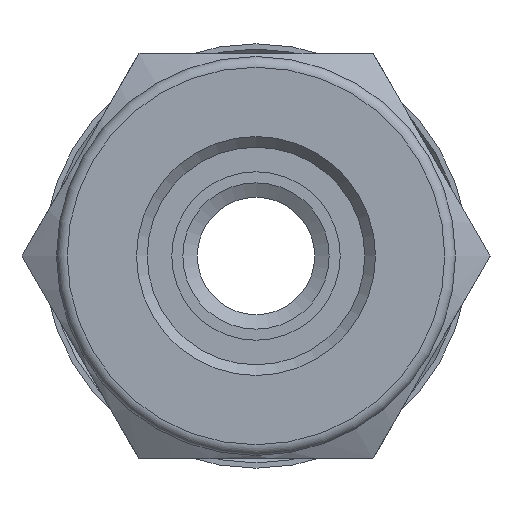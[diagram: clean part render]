
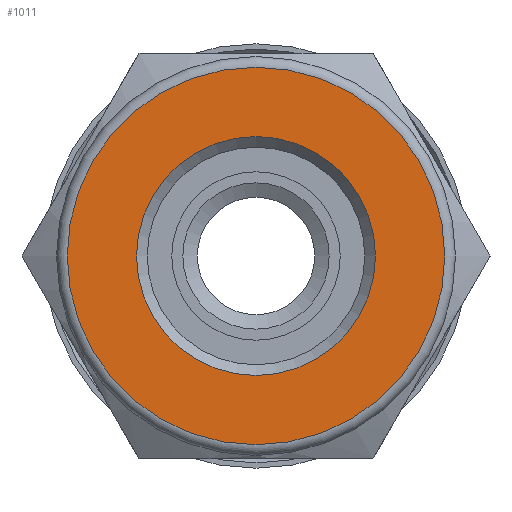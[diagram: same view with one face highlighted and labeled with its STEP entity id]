
A CAD part, left-side view. The second image highlights one B-rep face of the part: STEP entity #1011.
In plain terms, the highlighted planar face has unit normal (-1, 0, 0).
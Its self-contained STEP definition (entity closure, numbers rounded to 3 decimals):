
#30=FACE_BOUND('',#224,.T.);
#55=CIRCLE('',#1117,5.6);
#56=CIRCLE('',#1119,8.85);
#153=FACE_OUTER_BOUND('',#223,.T.);
#223=EDGE_LOOP('',(#788));
#224=EDGE_LOOP('',(#789));
#458=VERTEX_POINT('',#1703);
#459=VERTEX_POINT('',#1707);
#578=EDGE_CURVE('',#458,#458,#55,.T.);
#579=EDGE_CURVE('',#459,#459,#56,.T.);
#788=ORIENTED_EDGE('',*,*,#579,.F.);
#789=ORIENTED_EDGE('',*,*,#578,.T.);
#970=PLANE('',#1118);
#1011=ADVANCED_FACE('',(#153,#30),#970,.T.);
#1117=AXIS2_PLACEMENT_3D('',#1705,#1307,#1308);
#1118=AXIS2_PLACEMENT_3D('',#1706,#1309,#1310);
#1119=AXIS2_PLACEMENT_3D('',#1708,#1311,#1312);
#1307=DIRECTION('center_axis',(1.,0.,0.));
#1308=DIRECTION('ref_axis',(0.,0.,-1.));
#1309=DIRECTION('center_axis',(-1.,0.,0.));
#1310=DIRECTION('ref_axis',(0.,0.,1.));
#1311=DIRECTION('center_axis',(1.,0.,0.));
#1312=DIRECTION('ref_axis',(0.,0.,-1.));
#1703=CARTESIAN_POINT('',(-0.001,-5.6,0.));
#1705=CARTESIAN_POINT('Origin',(-0.001,0.,
0.));
#1706=CARTESIAN_POINT('Origin',(-0.001,8.85,
0.));
#1707=CARTESIAN_POINT('',(-0.001,0.,8.85));
#1708=CARTESIAN_POINT('Origin',(-0.001,0.,
0.));
